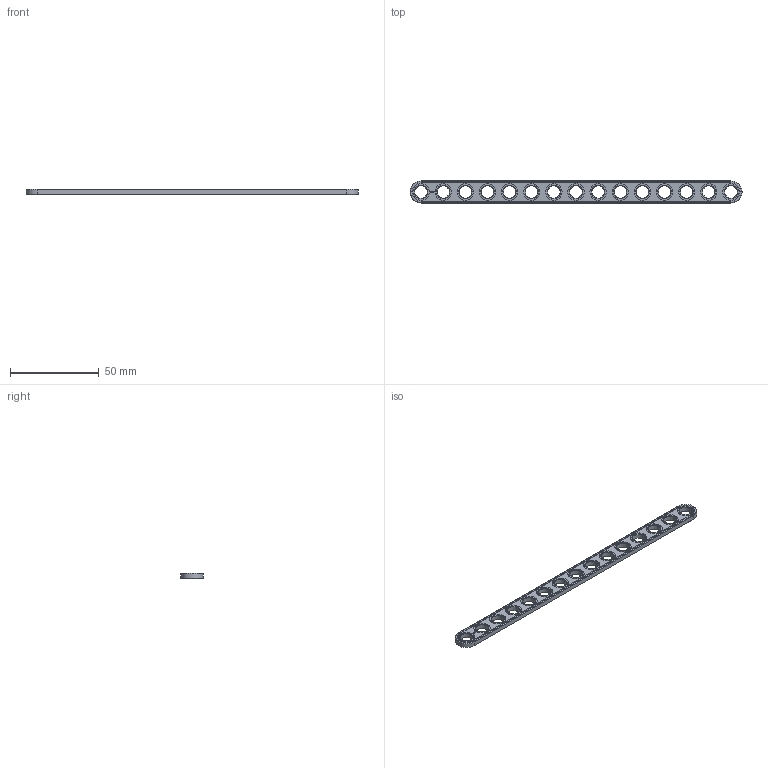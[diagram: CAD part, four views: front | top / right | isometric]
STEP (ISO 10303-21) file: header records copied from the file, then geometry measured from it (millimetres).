
FILE_DESCRIPTION(('FreeCAD Model'),'2;1');
FILE_NAME('Open CASCADE Shape Model','2021-03-06T13:27:50',( 'Paulo Kiefe'),('STEMFIE.org'),'Open CASCADE STEP processor 7.4', 'FreeCAD','Unknown');
FILE_SCHEMA(('AUTOMOTIVE_DESIGN { 1 0 10303 214 1 1 1 1 }'));
Length unit declared in the file: millimetre
Products named in the file (1): Brace_STR_STD_ERR_BU15x01x00.25_-_SPN-BRC-0014_(stemfie.org)
Bounding box: 187.5 x 12.5 x 3.12 mm (x, y, z)
Volume: 5172.2 mm3; surface area: 5627.9 mm2
Topology: 1 solids, 1 shells, 579 faces, 1543 edges, 1016 vertices
Faces by surface type: plane 345, extrusion 166, cone 34, cylinder 34
Full cylindrical faces by diameter (mm): 7 x15, 9.2 x15
Entity records: 39255 total; most frequent: CARTESIAN_POINT 9399, DIRECTION 4865, VECTOR 3780, LINE 3614, ORIENTED_EDGE 3086, PCURVE 3086, DEFINITIONAL_REPRESENTATION 3086, EDGE_CURVE 1543
